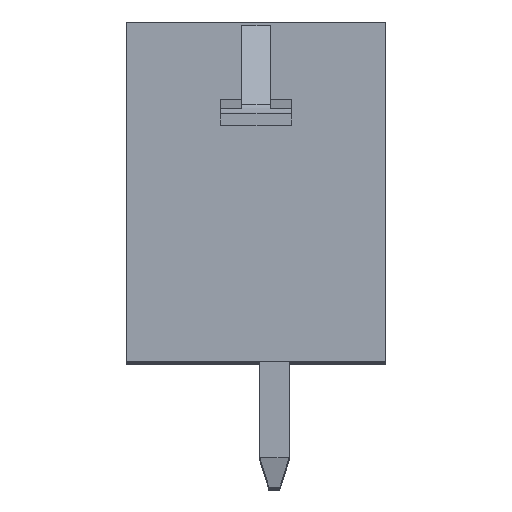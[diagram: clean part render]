
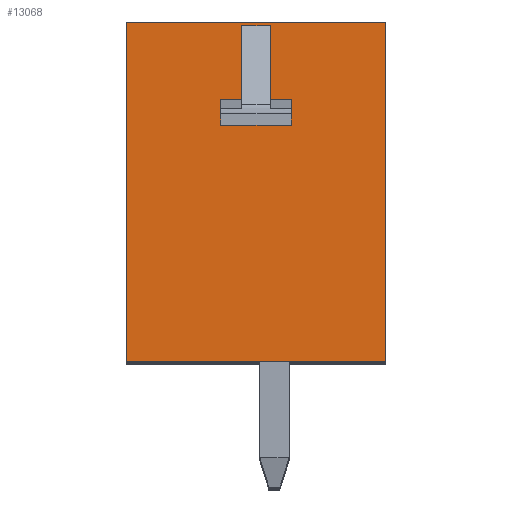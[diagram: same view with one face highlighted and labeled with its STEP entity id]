
A CAD part, top view. The second image highlights one B-rep face of the part: STEP entity #13068.
In plain terms, the highlighted planar face has unit normal (0, 0, 1).
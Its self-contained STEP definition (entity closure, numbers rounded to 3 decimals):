
#1=DIRECTION('',(1.,0.,0.));
#2=VECTOR('',#1,7.);
#3=CARTESIAN_POINT('',(-3.6,-3.853,0.));
#4=LINE('',#3,#2);
#5=DIRECTION('',(0.,-1.,0.));
#6=VECTOR('',#5,9.2);
#7=CARTESIAN_POINT('',(-3.6,5.347,0.));
#8=LINE('',#7,#6);
#9=DIRECTION('',(-1.,0.,0.));
#10=VECTOR('',#9,7.);
#11=CARTESIAN_POINT('',(3.4,5.347,0.));
#12=LINE('',#11,#10);
#13=DIRECTION('',(0.,1.,0.));
#14=VECTOR('',#13,9.2);
#15=CARTESIAN_POINT('',(3.4,-3.853,0.));
#16=LINE('',#15,#14);
#17=DIRECTION('',(0.,1.,0.));
#18=VECTOR('',#17,0.495);
#19=CARTESIAN_POINT('',(0.85,2.747,0.));
#20=LINE('',#19,#18);
#21=DIRECTION('',(-1.,0.,0.));
#22=VECTOR('',#21,0.76);
#23=CARTESIAN_POINT('',(0.28,5.244,0.));
#24=LINE('',#23,#22);
#25=DIRECTION('',(1.,0.,0.));
#26=VECTOR('',#25,0.57);
#27=CARTESIAN_POINT('',(-1.05,3.242,0.));
#28=LINE('',#27,#26);
#29=DIRECTION('',(0.,1.,0.));
#30=VECTOR('',#29,0.495);
#31=CARTESIAN_POINT('',(-1.05,2.747,0.));
#32=LINE('',#31,#30);
#33=DIRECTION('',(-1.,0.,0.));
#34=VECTOR('',#33,1.9);
#35=CARTESIAN_POINT('',(0.85,2.747,0.));
#36=LINE('',#35,#34);
#9958=DIRECTION('',(-1.,0.,0.));
#9959=VECTOR('',#9958,0.57);
#9960=CARTESIAN_POINT('',(0.85,3.242,0.));
#9961=LINE('',#9960,#9959);
#9962=DIRECTION('',(0.,-1.,0.));
#9963=VECTOR('',#9962,2.002);
#9964=CARTESIAN_POINT('',(0.28,5.244,0.));
#9965=LINE('',#9964,#9963);
#10029=DIRECTION('',(0.,1.,0.));
#10030=VECTOR('',#10029,2.002);
#10031=CARTESIAN_POINT('',(-0.48,3.242,0.));
#10032=LINE('',#10031,#10030);
#10041=CARTESIAN_POINT('',(-3.6,-3.853,0.));
#10042=CARTESIAN_POINT('',(3.4,-3.853,0.));
#10043=VERTEX_POINT('',#10041);
#10044=VERTEX_POINT('',#10042);
#10045=CARTESIAN_POINT('',(3.4,5.347,0.));
#10046=VERTEX_POINT('',#10045);
#10047=CARTESIAN_POINT('',(-3.6,5.347,0.));
#10048=VERTEX_POINT('',#10047);
#11144=CARTESIAN_POINT('',(0.85,2.747,0.));
#11145=VERTEX_POINT('',#11144);
#11146=CARTESIAN_POINT('',(-1.05,2.747,0.));
#11147=VERTEX_POINT('',#11146);
#11149=CARTESIAN_POINT('',(-0.48,3.242,0.));
#11151=VERTEX_POINT('',#11149);
#11152=CARTESIAN_POINT('',(-0.48,5.244,0.));
#11153=VERTEX_POINT('',#11152);
#11154=CARTESIAN_POINT('',(-1.05,3.242,0.));
#11155=VERTEX_POINT('',#11154);
#11160=CARTESIAN_POINT('',(0.28,5.244,0.));
#11161=CARTESIAN_POINT('',(0.28,3.242,0.));
#11162=VERTEX_POINT('',#11160);
#11163=VERTEX_POINT('',#11161);
#11166=CARTESIAN_POINT('',(0.85,3.242,0.));
#11167=VERTEX_POINT('',#11166);
#13035=CARTESIAN_POINT('',(0.,0.,0.));
#13036=DIRECTION('',(0.,0.,1.));
#13037=DIRECTION('',(1.,0.,0.));
#13038=AXIS2_PLACEMENT_3D('',#13035,#13036,#13037);
#13039=PLANE('',#13038);
#13041=ORIENTED_EDGE('',*,*,#13040,.F.);
#13043=ORIENTED_EDGE('',*,*,#13042,.F.);
#13045=ORIENTED_EDGE('',*,*,#13044,.F.);
#13047=ORIENTED_EDGE('',*,*,#13046,.F.);
#13048=EDGE_LOOP('',(#13041,#13043,#13045,#13047));
#13049=FACE_OUTER_BOUND('',#13048,.F.);
#13051=ORIENTED_EDGE('',*,*,#13050,.T.);
#13053=ORIENTED_EDGE('',*,*,#13052,.T.);
#13055=ORIENTED_EDGE('',*,*,#13054,.F.);
#13057=ORIENTED_EDGE('',*,*,#13056,.T.);
#13059=ORIENTED_EDGE('',*,*,#13058,.F.);
#13061=ORIENTED_EDGE('',*,*,#13060,.F.);
#13063=ORIENTED_EDGE('',*,*,#13062,.F.);
#13065=ORIENTED_EDGE('',*,*,#13064,.F.);
#13066=EDGE_LOOP('',(#13051,#13053,#13055,#13057,#13059,#13061,#13063,#13065));
#13067=FACE_BOUND('',#13066,.F.);
#13040=EDGE_CURVE('',#10043,#10044,#4,.T.);
#13042=EDGE_CURVE('',#10048,#10043,#8,.T.);
#13044=EDGE_CURVE('',#10046,#10048,#12,.T.);
#13046=EDGE_CURVE('',#10044,#10046,#16,.T.);
#13050=EDGE_CURVE('',#11145,#11167,#20,.T.);
#13052=EDGE_CURVE('',#11167,#11163,#9961,.T.);
#13054=EDGE_CURVE('',#11162,#11163,#9965,.T.);
#13056=EDGE_CURVE('',#11162,#11153,#24,.T.);
#13058=EDGE_CURVE('',#11151,#11153,#10032,.T.);
#13060=EDGE_CURVE('',#11155,#11151,#28,.T.);
#13062=EDGE_CURVE('',#11147,#11155,#32,.T.);
#13064=EDGE_CURVE('',#11145,#11147,#36,.T.);
#13068=ADVANCED_FACE('',(#13049,#13067),#13039,.T.);
